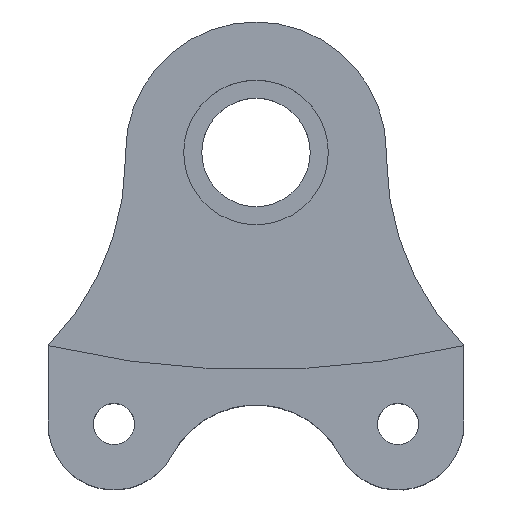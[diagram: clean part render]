
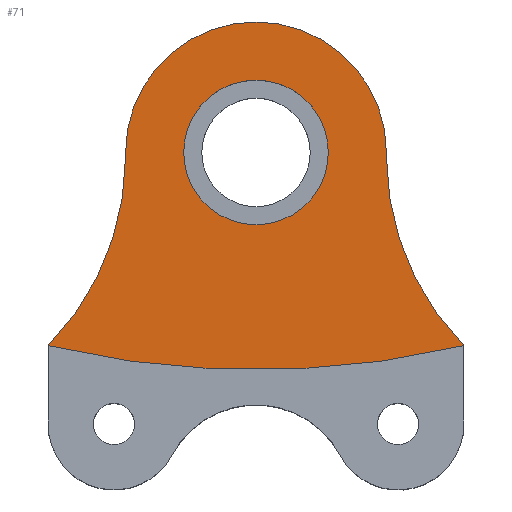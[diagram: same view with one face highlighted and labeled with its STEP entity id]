
A CAD part, top view. The second image highlights one B-rep face of the part: STEP entity #71.
In plain terms, the highlighted planar face has unit normal (0, 0, 1).
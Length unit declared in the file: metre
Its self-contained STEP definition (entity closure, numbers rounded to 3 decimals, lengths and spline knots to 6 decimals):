
#71=ADVANCED_FACE('95:513',(#126,#127),#128,.T.);
#126=FACE_BOUND('',#187,.T.);
#127=FACE_OUTER_BOUND('',#188,.T.);
#128=PLANE('',#189);
#187=EDGE_LOOP('',(#369,#370));
#188=EDGE_LOOP('',(#371,#372,#373,#374,#375,#376,#377,#378));
#189=AXIS2_PLACEMENT_3D('',#379,#380,#381);
#369=ORIENTED_EDGE('',*,*,#418,.F.);
#370=ORIENTED_EDGE('',*,*,#476,.F.);
#371=ORIENTED_EDGE('',*,*,#433,.F.);
#372=ORIENTED_EDGE('',*,*,#472,.F.);
#373=ORIENTED_EDGE('',*,*,#427,.F.);
#374=ORIENTED_EDGE('',*,*,#475,.F.);
#375=ORIENTED_EDGE('',*,*,#477,.F.);
#376=ORIENTED_EDGE('',*,*,#425,.F.);
#377=ORIENTED_EDGE('',*,*,#422,.F.);
#378=ORIENTED_EDGE('',*,*,#473,.F.);
#379=CARTESIAN_POINT('',(0.03,0.016,-0.18808));
#380=DIRECTION('',(0.,0.0,1.0));
#381=DIRECTION('',(-1.0,0.,0.));
#418=EDGE_CURVE('95:654',#493,#489,#495,.T.);
#422=EDGE_CURVE('95:657',#501,#496,#503,.F.);
#425=EDGE_CURVE('95:657',#496,#505,#508,.F.);
#427=EDGE_CURVE('95:648',#509,#512,#513,.T.);
#433=EDGE_CURVE('95:642',#522,#518,#524,.T.);
#472=EDGE_CURVE('95:639',#512,#522,#581,.F.);
#473=EDGE_CURVE('95:642',#518,#501,#582,.T.);
#475=EDGE_CURVE('95:648',#583,#509,#585,.T.);
#476=EDGE_CURVE('95:654',#489,#493,#586,.T.);
#477=EDGE_CURVE('95:657',#505,#583,#587,.F.);
#489=VERTEX_POINT('',#601);
#493=VERTEX_POINT('',#606);
#495=CIRCLE('',#609,0.0056);
#496=VERTEX_POINT('',#610);
#501=VERTEX_POINT('',#616);
#503=CIRCLE('',#619,0.0101);
#505=VERTEX_POINT('',#621);
#508=CIRCLE('',#625,0.0101);
#509=VERTEX_POINT('',#626);
#512=VERTEX_POINT('',#630);
#513=CIRCLE('',#631,0.021);
#518=VERTEX_POINT('',#637);
#522=VERTEX_POINT('',#642);
#524=CIRCLE('',#645,0.021);
#581=CIRCLE('',#716,0.069914);
#582=CIRCLE('',#717,0.021);
#583=VERTEX_POINT('',#718);
#585=CIRCLE('',#721,0.021);
#586=CIRCLE('',#722,0.0056);
#587=CIRCLE('',#723,0.0101);
#601=CARTESIAN_POINT('',(0.0056,-0.024,-0.18808));
#606=CARTESIAN_POINT('',(-0.0056,-0.024,-0.18808));
#609=AXIS2_PLACEMENT_3D('',#739,#740,#741);
#610=CARTESIAN_POINT('',(-0.0101,-0.024,-0.18808));
#616=CARTESIAN_POINT('',(-0.0101,-0.024092,-0.18808));
#619=AXIS2_PLACEMENT_3D('',#747,#748,#749);
#621=CARTESIAN_POINT('',(0.0101,-0.024,-0.18808));
#625=AXIS2_PLACEMENT_3D('',#754,#755,#756);
#626=CARTESIAN_POINT('',(0.010099,-0.024282,-0.18808));
#630=CARTESIAN_POINT('',(0.0161,-0.03898,-0.18808));
#631=AXIS2_PLACEMENT_3D('',#758,#759,#760);
#637=CARTESIAN_POINT('',(-0.010099,-0.024282,-0.18808));
#642=CARTESIAN_POINT('',(-0.0161,-0.03898,-0.18808));
#645=AXIS2_PLACEMENT_3D('',#770,#771,#772);
#716=AXIS2_PLACEMENT_3D('',#850,#851,#852);
#717=AXIS2_PLACEMENT_3D('',#853,#854,#855);
#718=CARTESIAN_POINT('',(0.0101,-0.024092,-0.18808));
#721=AXIS2_PLACEMENT_3D('',#857,#858,#859);
#722=AXIS2_PLACEMENT_3D('',#860,#861,#862);
#723=AXIS2_PLACEMENT_3D('',#863,#864,#865);
#739=CARTESIAN_POINT('',(0.,-0.024,-0.18808));
#740=DIRECTION('',(0.,0.0,1.0));
#741=DIRECTION('',(1.0,0.0,0.));
#747=CARTESIAN_POINT('',(0.,-0.024,-0.18808));
#748=DIRECTION('',(0.,0.0,1.0));
#749=DIRECTION('',(1.0,0.0,0.));
#754=CARTESIAN_POINT('',(0.,-0.024,-0.18808));
#755=DIRECTION('',(0.,0.0,1.0));
#756=DIRECTION('',(1.0,0.0,0.));
#758=CARTESIAN_POINT('',(0.031099,-0.024282,-0.18808));
#759=DIRECTION('',(0.,0.0,1.0));
#760=DIRECTION('',(1.0,0.0,0.));
#770=CARTESIAN_POINT('',(-0.031099,-0.024282,-0.18808));
#771=DIRECTION('',(0.,0.0,1.0));
#772=DIRECTION('',(1.0,0.0,0.));
#850=CARTESIAN_POINT('',(0.,0.029055,-0.18808));
#851=DIRECTION('',(0.,0.0,1.0));
#852=DIRECTION('',(0.23,-0.973,0.));
#853=CARTESIAN_POINT('',(-0.031099,-0.024282,-0.18808));
#854=DIRECTION('',(0.,0.0,1.0));
#855=DIRECTION('',(1.0,0.0,0.));
#857=CARTESIAN_POINT('',(0.031099,-0.024282,-0.18808));
#858=DIRECTION('',(0.,0.0,1.0));
#859=DIRECTION('',(1.0,0.0,0.));
#860=CARTESIAN_POINT('',(0.,-0.024,-0.18808));
#861=DIRECTION('',(0.,0.0,1.0));
#862=DIRECTION('',(1.0,0.0,0.));
#863=CARTESIAN_POINT('',(0.,-0.024,-0.18808));
#864=DIRECTION('',(0.,0.0,1.0));
#865=DIRECTION('',(1.0,0.0,0.));
